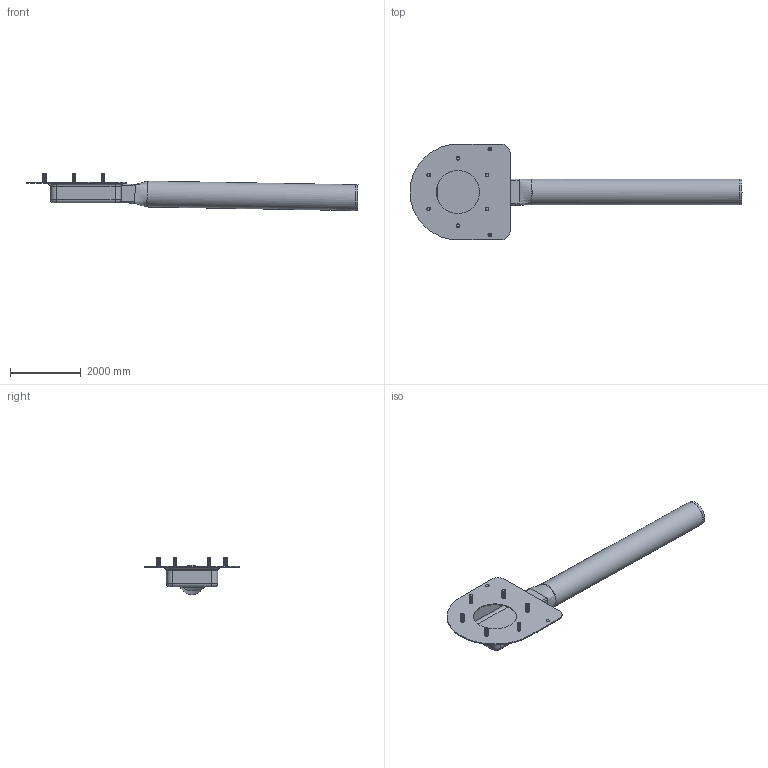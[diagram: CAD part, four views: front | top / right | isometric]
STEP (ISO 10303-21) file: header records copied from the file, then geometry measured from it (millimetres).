
FILE_DESCRIPTION(/* description */ (''),/* implementation_level */ '2;1');
FILE_NAME(/* name */ '01348.070X_3D.stp',/* time_stamp */ '2024-12-11T13:25:19+01:00',/* author */ ('CAD'),/* organization */ (''),/* preprocessor_version */ 'ST-DEVELOPER v20',/* originating_system */ 'AutoCAD Mechanical',/* authorisation */ '');
FILE_SCHEMA (('AUTOMOTIVE_DESIGN { 1 0 10303 214 3 1 1 }'));
Length unit declared in the file: centimetre
Products named in the file (4): Product; *S0; *U2; *U1
Assembly tree (8 placements, depth 3):
  Product
    *S0
    *U2
      *U1  x6
Bounding box: 9356.35 x 2700 x 1048.58 mm (x, y, z)
Volume: 457899026 mm3; surface area: 55251988.3 mm2
Topology: 9 solids, 9 shells, 276 faces, 627 edges, 368 vertices
Faces by surface type: cone 155, plane 51, cylinder 46, torus 14, bspline 10
Full cylindrical faces by diameter (mm): 706 x1, 730 x1, 1220 x1
Entity records: 6354 total; most frequent: CARTESIAN_POINT 2821, DIRECTION 731, ORIENTED_EDGE 712, EDGE_CURVE 356, AXIS2_PLACEMENT_3D 285, VERTEX_POINT 222, LINE 161, VECTOR 161
